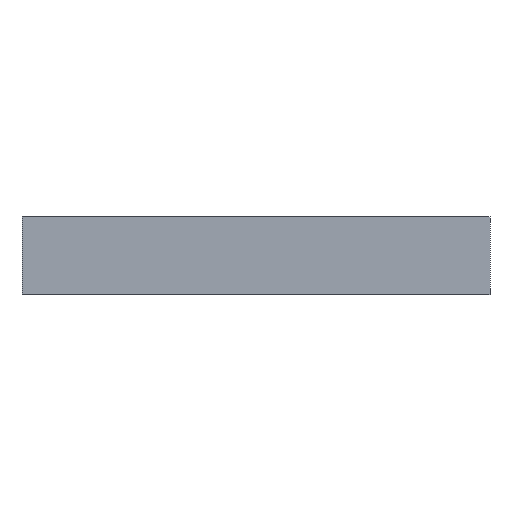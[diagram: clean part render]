
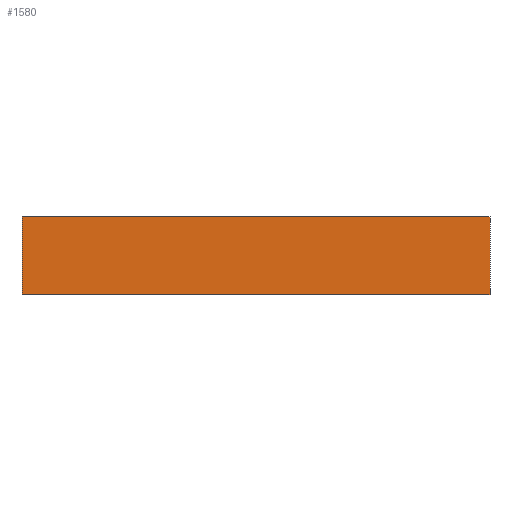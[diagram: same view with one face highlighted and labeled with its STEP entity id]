
A CAD part, left-side view. The second image highlights one B-rep face of the part: STEP entity #1580.
In plain terms, the highlighted planar face has unit normal (-1, 0, 0).
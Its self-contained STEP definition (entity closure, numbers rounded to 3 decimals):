
#70 = ORIENTED_EDGE ( 'NONE', *, *, #1858, .F. ) ;
#76 = VECTOR ( 'NONE', #431, 1000. ) ;
#88 = VERTEX_POINT ( 'NONE', #1031 ) ;
#90 = VERTEX_POINT ( 'NONE', #266 ) ;
#91 = DIRECTION ( 'NONE',  ( 0., -1., 0. ) ) ;
#112 = DIRECTION ( 'NONE',  ( 0., 0., -1. ) ) ;
#154 = EDGE_LOOP ( 'NONE', ( #1658, #890, #70, #1898 ) ) ;
#195 = CARTESIAN_POINT ( 'NONE',  ( -33.5, -30., 10. ) ) ;
#266 = CARTESIAN_POINT ( 'NONE',  ( -33.5, 30., 0. ) ) ;
#349 = VERTEX_POINT ( 'NONE', #195 ) ;
#431 = DIRECTION ( 'NONE',  ( 0., -1., 0. ) ) ;
#444 = VECTOR ( 'NONE', #91, 1000. ) ;
#490 = DIRECTION ( 'NONE',  ( 0., 0., -1. ) ) ;
#538 = AXIS2_PLACEMENT_3D ( 'NONE', #1792, #1225, #112 ) ;
#791 = LINE ( 'NONE', #1327, #444 ) ;
#816 = CARTESIAN_POINT ( 'NONE',  ( -33.5, -30., 10. ) ) ;
#890 = ORIENTED_EDGE ( 'NONE', *, *, #1084, .F. ) ;
#1031 = CARTESIAN_POINT ( 'NONE',  ( -33.5, -30., 0. ) ) ;
#1056 = CARTESIAN_POINT ( 'NONE',  ( -33.5, 30., 10. ) ) ;
#1084 = EDGE_CURVE ( 'NONE', #349, #88, #1178, .T. ) ;
#1133 = CARTESIAN_POINT ( 'NONE',  ( -33.5, 30., 10. ) ) ;
#1178 = LINE ( 'NONE', #816, #1613 ) ;
#1225 = DIRECTION ( 'NONE',  ( 1., 0., 0. ) ) ;
#1251 = FACE_OUTER_BOUND ( 'NONE', #154, .T. ) ;
#1309 = VERTEX_POINT ( 'NONE', #1056 ) ;
#1327 = CARTESIAN_POINT ( 'NONE',  ( -33.5, -30., 10. ) ) ;
#1362 = EDGE_CURVE ( 'NONE', #90, #88, #1904, .T. ) ;
#1493 = LINE ( 'NONE', #1133, #1662 ) ;
#1580 = ADVANCED_FACE ( 'NONE', ( #1251 ), #1832, .F. ) ;
#1613 = VECTOR ( 'NONE', #1890, 1000. ) ;
#1658 = ORIENTED_EDGE ( 'NONE', *, *, #1362, .T. ) ;
#1662 = VECTOR ( 'NONE', #490, 1000. ) ;
#1714 = EDGE_CURVE ( 'NONE', #1309, #90, #1493, .T. ) ;
#1792 = CARTESIAN_POINT ( 'NONE',  ( -33.5, -30., 10. ) ) ;
#1832 = PLANE ( 'NONE',  #538 ) ;
#1858 = EDGE_CURVE ( 'NONE', #1309, #349, #791, .T. ) ;
#1890 = DIRECTION ( 'NONE',  ( 0., 0., -1. ) ) ;
#1898 = ORIENTED_EDGE ( 'NONE', *, *, #1714, .T. ) ;
#1904 = LINE ( 'NONE', #1960, #76 ) ;
#1960 = CARTESIAN_POINT ( 'NONE',  ( -33.5, -30., 0. ) ) ;
